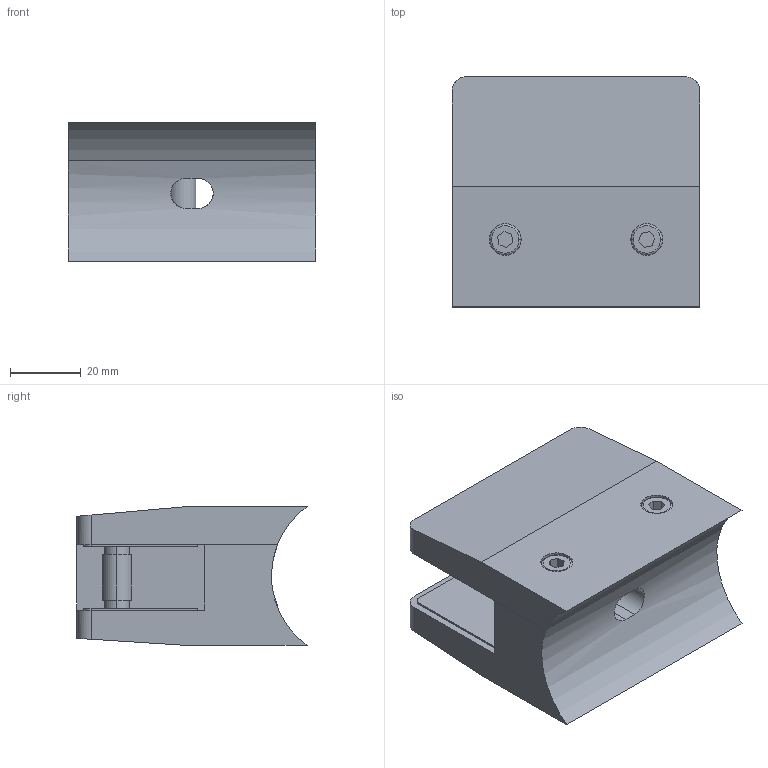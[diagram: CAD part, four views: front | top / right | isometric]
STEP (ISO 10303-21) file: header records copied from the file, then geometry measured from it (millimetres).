
FILE_DESCRIPTION (( 'STEP AP203' ), '1' );
FILE_NAME ('3D_GG4512_48.3x17.52_188753860.STEP', '2024-11-01T10:14:16', ( '' ), ( '' ), 'SwSTEP 2.0', 'SolidWorks 2023', '' );
FILE_SCHEMA (( 'CONFIG_CONTROL_DESIGN' ));
Length unit declared in the file: millimetre
Products named in the file (1): 3D_GG4512_48.3x17.52_188753860
Bounding box: 70 x 65.08 x 39.25 mm (x, y, z)
Volume: 112415.1 mm3; surface area: 39480.1 mm2
Topology: 7 solids, 7 shells, 125 faces, 283 edges, 186 vertices
Faces by surface type: plane 69, cylinder 48, torus 4, cone 4
Entity records: 3651 total; most frequent: CARTESIAN_POINT 674, DIRECTION 628, ORIENTED_EDGE 566, EDGE_CURVE 283, AXIS2_PLACEMENT_3D 226, VERTEX_POINT 186, LINE 176, VECTOR 176
